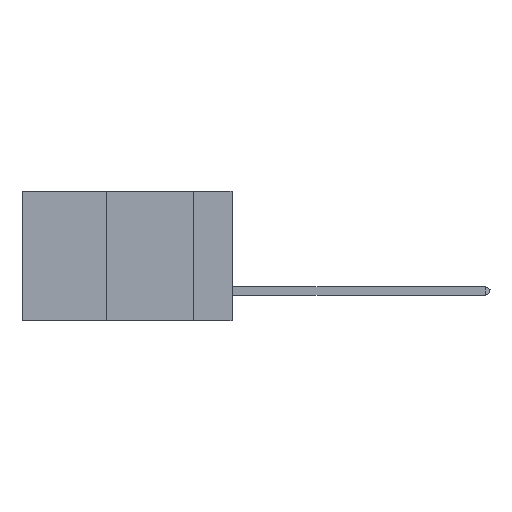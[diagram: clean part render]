
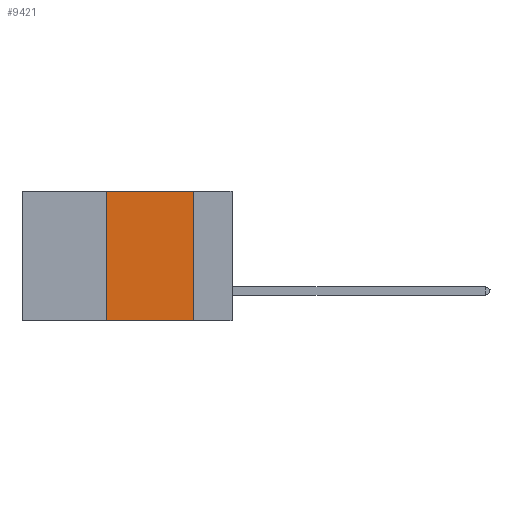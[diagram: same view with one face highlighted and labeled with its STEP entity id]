
A CAD part, left-side view. The second image highlights one B-rep face of the part: STEP entity #9421.
In plain terms, the highlighted planar face has unit normal (-1, 0, 0).
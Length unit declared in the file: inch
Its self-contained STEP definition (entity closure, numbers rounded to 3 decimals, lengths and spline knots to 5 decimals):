
#44 = CARTESIAN_POINT ( 'NONE',  ( 0., 0.6, 0. ) ) ;
#1480 = LINE ( 'NONE', #44, #7618 ) ;
#1654 = LINE ( 'NONE', #10054, #13987 ) ;
#1784 = CARTESIAN_POINT ( 'NONE',  ( 0., 0.36, 0. ) ) ;
#2066 = ORIENTED_EDGE ( 'NONE', *, *, #9629, .F. ) ;
#3802 = LINE ( 'NONE', #1784, #8146 ) ;
#4040 = PLANE ( 'NONE',  #11395 ) ;
#4097 = CARTESIAN_POINT ( 'NONE',  ( 0., 0.36, -0.37 ) ) ;
#4208 = EDGE_CURVE ( 'NONE', #7171, #13609, #5043, .T. ) ;
#4876 = EDGE_CURVE ( 'NONE', #11246, #14929, #1480, .T. ) ;
#5043 = LINE ( 'NONE', #6119, #15333 ) ;
#5580 = ORIENTED_EDGE ( 'NONE', *, *, #6338, .F. ) ;
#5907 = DIRECTION ( 'NONE',  ( 0., -1., 0. ) ) ;
#6119 = CARTESIAN_POINT ( 'NONE',  ( 0., 0.6, -0.37 ) ) ;
#6338 = EDGE_CURVE ( 'NONE', #14929, #13609, #1654, .T. ) ;
#6695 = CARTESIAN_POINT ( 'NONE',  ( 0., 0.11, 0. ) ) ;
#7171 = VERTEX_POINT ( 'NONE', #4097 ) ;
#7618 = VECTOR ( 'NONE', #5907, 39.37008 ) ;
#8146 = VECTOR ( 'NONE', #10320, 39.37008 ) ;
#8313 = DIRECTION ( 'NONE',  ( 1., 0., 0. ) ) ;
#9047 = FACE_OUTER_BOUND ( 'NONE', #10198, .T. ) ;
#9265 = DIRECTION ( 'NONE',  ( 0., -1., 0. ) ) ;
#9421 = ADVANCED_FACE ( 'NONE', ( #9047 ), #4040, .F. ) ;
#9462 = CARTESIAN_POINT ( 'NONE',  ( 0., 0.6, 0. ) ) ;
#9629 = EDGE_CURVE ( 'NONE', #7171, #11246, #3802, .T. ) ;
#10054 = CARTESIAN_POINT ( 'NONE',  ( 0., 0.11, 0. ) ) ;
#10078 = CARTESIAN_POINT ( 'NONE',  ( 0., 0.11, -0.37 ) ) ;
#10198 = EDGE_LOOP ( 'NONE', ( #5580, #15933, #2066, #15557 ) ) ;
#10320 = DIRECTION ( 'NONE',  ( 0., 0., 1. ) ) ;
#11246 = VERTEX_POINT ( 'NONE', #13326 ) ;
#11395 = AXIS2_PLACEMENT_3D ( 'NONE', #9462, #8313, #12335 ) ;
#11515 = DIRECTION ( 'NONE',  ( 0., 0., -1. ) ) ;
#12335 = DIRECTION ( 'NONE',  ( 0., 0., -1. ) ) ;
#13326 = CARTESIAN_POINT ( 'NONE',  ( 0., 0.36, 0. ) ) ;
#13609 = VERTEX_POINT ( 'NONE', #10078 ) ;
#13987 = VECTOR ( 'NONE', #11515, 39.37008 ) ;
#14929 = VERTEX_POINT ( 'NONE', #6695 ) ;
#15333 = VECTOR ( 'NONE', #9265, 39.37008 ) ;
#15557 = ORIENTED_EDGE ( 'NONE', *, *, #4208, .T. ) ;
#15933 = ORIENTED_EDGE ( 'NONE', *, *, #4876, .F. ) ;
